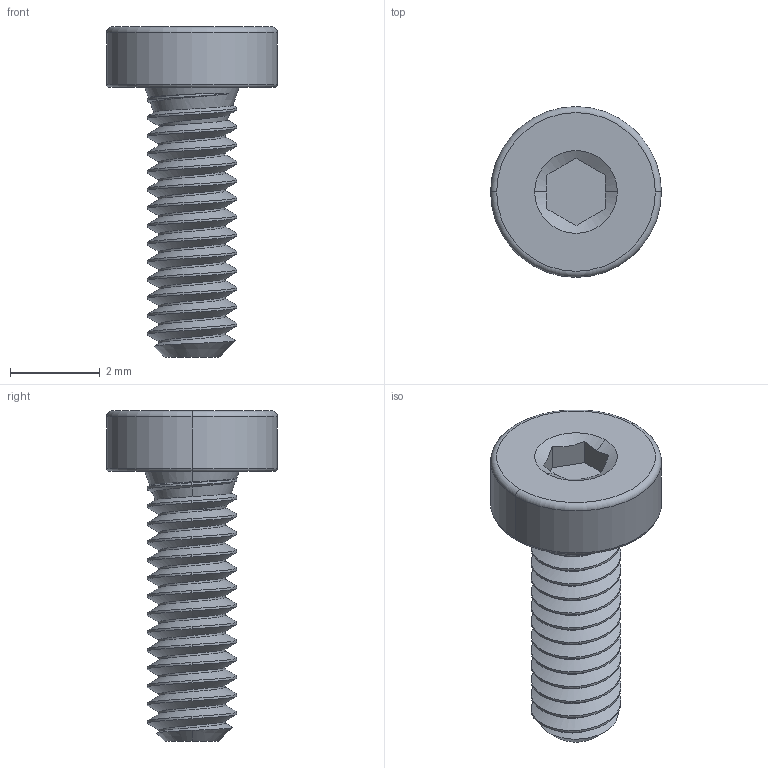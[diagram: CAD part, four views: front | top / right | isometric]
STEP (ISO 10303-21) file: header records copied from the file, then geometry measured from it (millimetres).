
FILE_DESCRIPTION (( 'STEP AP203' ), '1' );
FILE_NAME ('93070A276_Alloy Steel Low-Profile Socket Head Screw.STEP', '2026-01-08T20:29:30', ( 'McMaster Carr Supply' ), ( 'McMaster Carr Supply' ), 'SwSTEP 2.0', 'SolidWorks 2024', '' );
FILE_SCHEMA (( 'CONFIG_CONTROL_DESIGN' ));
Length unit declared in the file: millimetre
Products named in the file (1): 93070A276_Alloy Steel Low-Profile Socket Head Screw
Bounding box: 3.8 x 3.8 x 7.35 mm (x, y, z)
Volume: 28.7 mm3; surface area: 93.2 mm2
Topology: 1 solids, 1 shells, 57 faces, 155 edges, 102 vertices
Faces by surface type: cylinder 30, cone 10, plane 10, torus 4, bspline 3
Entity records: 3705 total; most frequent: CARTESIAN_POINT 2404, ORIENTED_EDGE 310, DIRECTION 201, EDGE_CURVE 155, VERTEX_POINT 102, AXIS2_PLACEMENT_3D 75, EDGE_LOOP 59, ADVANCED_FACE 57
